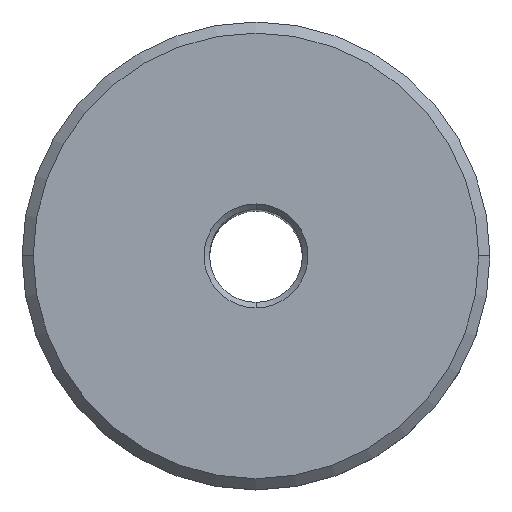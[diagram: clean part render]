
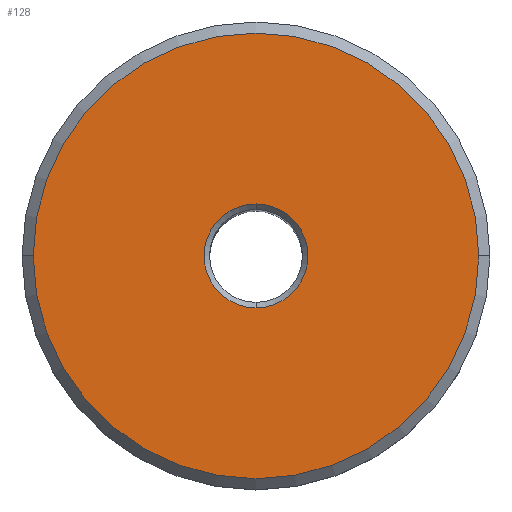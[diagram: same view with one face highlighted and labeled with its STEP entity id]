
A CAD part, top view. The second image highlights one B-rep face of the part: STEP entity #128.
In plain terms, the highlighted planar face has unit normal (0, 0, 1).
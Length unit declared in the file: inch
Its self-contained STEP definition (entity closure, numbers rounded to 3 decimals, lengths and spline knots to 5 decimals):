
#5 = EDGE_CURVE ( 'NONE', #437, #467, #146, .T. ) ;
#51 = CARTESIAN_POINT ( 'NONE',  ( 0.59992, 0., 0. ) ) ;
#72 = EDGE_LOOP ( 'NONE', ( #757, #501 ) ) ;
#128 = ADVANCED_FACE ( 'NONE', ( #889, #880 ), #950, .F. ) ;
#142 = DIRECTION ( 'NONE',  ( -1., 0., 0. ) ) ;
#146 = CIRCLE ( 'NONE', #424, 0.14 ) ;
#163 = ORIENTED_EDGE ( 'NONE', *, *, #814, .T. ) ;
#188 = DIRECTION ( 'NONE',  ( -1., 0., 0. ) ) ;
#195 = CARTESIAN_POINT ( 'NONE',  ( 0., 0., 0. ) ) ;
#228 = AXIS2_PLACEMENT_3D ( 'NONE', #835, #904, #142 ) ;
#244 = CIRCLE ( 'NONE', #779, 0.14 ) ;
#320 = DIRECTION ( 'NONE',  ( 0., 0., -1. ) ) ;
#334 = CARTESIAN_POINT ( 'NONE',  ( 0., 0.14, 0. ) ) ;
#347 = AXIS2_PLACEMENT_3D ( 'NONE', #485, #553, #480 ) ;
#424 = AXIS2_PLACEMENT_3D ( 'NONE', #710, #320, #864 ) ;
#437 = VERTEX_POINT ( 'NONE', #334 ) ;
#467 = VERTEX_POINT ( 'NONE', #954 ) ;
#480 = DIRECTION ( 'NONE',  ( -1., 0., 0. ) ) ;
#485 = CARTESIAN_POINT ( 'NONE',  ( 0., 0., 0. ) ) ;
#495 = CARTESIAN_POINT ( 'NONE',  ( 0., 0.62992, 0. ) ) ;
#501 = ORIENTED_EDGE ( 'NONE', *, *, #5, .T. ) ;
#503 = DIRECTION ( 'NONE',  ( 0., 0., -1. ) ) ;
#505 = VERTEX_POINT ( 'NONE', #900 ) ;
#529 = EDGE_CURVE ( 'NONE', #467, #437, #244, .T. ) ;
#553 = DIRECTION ( 'NONE',  ( 0., 0., 1. ) ) ;
#574 = VERTEX_POINT ( 'NONE', #51 ) ;
#666 = CIRCLE ( 'NONE', #228, 0.59992 ) ;
#670 = EDGE_CURVE ( 'NONE', #574, #505, #666, .T. ) ;
#671 = DIRECTION ( 'NONE',  ( -1., 0., 0. ) ) ;
#710 = CARTESIAN_POINT ( 'NONE',  ( 0., 0., 0. ) ) ;
#733 = DIRECTION ( 'NONE',  ( 0., 0., -1. ) ) ;
#757 = ORIENTED_EDGE ( 'NONE', *, *, #529, .T. ) ;
#778 = AXIS2_PLACEMENT_3D ( 'NONE', #495, #733, #188 ) ;
#779 = AXIS2_PLACEMENT_3D ( 'NONE', #195, #503, #671 ) ;
#780 = CIRCLE ( 'NONE', #347, 0.59992 ) ;
#814 = EDGE_CURVE ( 'NONE', #505, #574, #780, .T. ) ;
#835 = CARTESIAN_POINT ( 'NONE',  ( 0., 0., 0. ) ) ;
#859 = ORIENTED_EDGE ( 'NONE', *, *, #670, .T. ) ;
#864 = DIRECTION ( 'NONE',  ( -1., 0., 0. ) ) ;
#880 = FACE_BOUND ( 'NONE', #72, .T. ) ;
#889 = FACE_OUTER_BOUND ( 'NONE', #980, .T. ) ;
#900 = CARTESIAN_POINT ( 'NONE',  ( -0.59992, 0., 0. ) ) ;
#904 = DIRECTION ( 'NONE',  ( 0., 0., 1. ) ) ;
#950 = PLANE ( 'NONE',  #778 ) ;
#954 = CARTESIAN_POINT ( 'NONE',  ( 0., -0.14, 0. ) ) ;
#980 = EDGE_LOOP ( 'NONE', ( #163, #859 ) ) ;
